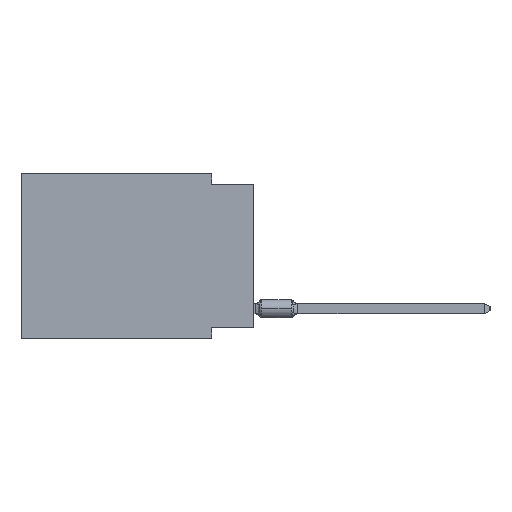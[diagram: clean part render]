
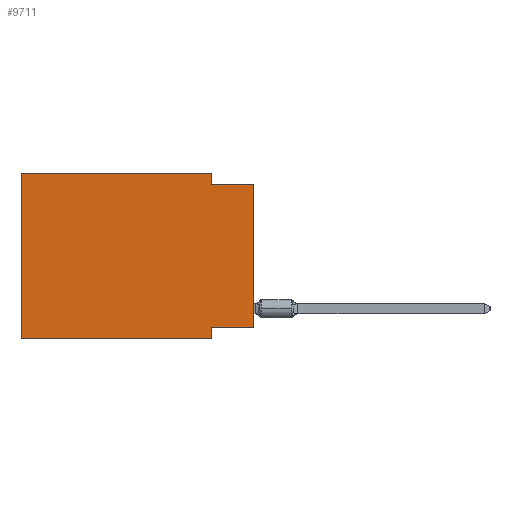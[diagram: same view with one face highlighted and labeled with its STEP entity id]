
A CAD part, left-side view. The second image highlights one B-rep face of the part: STEP entity #9711.
In plain terms, the highlighted planar face has unit normal (-1, 0, 0).
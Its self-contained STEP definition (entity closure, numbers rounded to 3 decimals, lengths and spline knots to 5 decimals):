
#314 = VECTOR ( 'NONE', #28262, 39.37008 ) ;
#3660 = DIRECTION ( 'NONE',  ( 0., 0., -1. ) ) ;
#5127 = CARTESIAN_POINT ( 'NONE',  ( 0., 0., -0.025 ) ) ;
#5357 = LINE ( 'NONE', #17837, #47334 ) ;
#5750 = VECTOR ( 'NONE', #61350, 39.37008 ) ;
#6228 = ORIENTED_EDGE ( 'NONE', *, *, #61548, .F. ) ;
#6247 = DIRECTION ( 'NONE',  ( 1., 0., 0. ) ) ;
#6380 = CARTESIAN_POINT ( 'NONE',  ( 0., 0., -0.025 ) ) ;
#8580 = VECTOR ( 'NONE', #42641, 39.37008 ) ;
#9711 = ADVANCED_FACE ( 'NONE', ( #30442 ), #42529, .F. ) ;
#14955 = ORIENTED_EDGE ( 'NONE', *, *, #30881, .F. ) ;
#15708 = VECTOR ( 'NONE', #28935, 39.37008 ) ;
#17202 = LINE ( 'NONE', #5127, #15708 ) ;
#17735 = VECTOR ( 'NONE', #56380, 39.37008 ) ;
#17837 = CARTESIAN_POINT ( 'NONE',  ( 0., 0., -0.365 ) ) ;
#18285 = CARTESIAN_POINT ( 'NONE',  ( 0., 0.1, -0.025 ) ) ;
#20144 = VERTEX_POINT ( 'NONE', #76394 ) ;
#20457 = ORIENTED_EDGE ( 'NONE', *, *, #52644, .F. ) ;
#20839 = CARTESIAN_POINT ( 'NONE',  ( 0., 0.1, 0. ) ) ;
#20853 = CARTESIAN_POINT ( 'NONE',  ( 0., 0.1, -0.39 ) ) ;
#21277 = ORIENTED_EDGE ( 'NONE', *, *, #35972, .F. ) ;
#22737 = CARTESIAN_POINT ( 'NONE',  ( 0., 0.55, 0. ) ) ;
#23453 = EDGE_LOOP ( 'NONE', ( #65777, #21277, #37522, #20457, #50315, #31982, #6228, #14955 ) ) ;
#24614 = DIRECTION ( 'NONE',  ( 0., -1., 0. ) ) ;
#24629 = EDGE_CURVE ( 'NONE', #53052, #62038, #57137, .T. ) ;
#26110 = CARTESIAN_POINT ( 'NONE',  ( 0., 0.1, 0. ) ) ;
#28247 = VECTOR ( 'NONE', #3660, 39.37008 ) ;
#28262 = DIRECTION ( 'NONE',  ( 0., 0., 1. ) ) ;
#28935 = DIRECTION ( 'NONE',  ( 0., -1., 0. ) ) ;
#29959 = DIRECTION ( 'NONE',  ( 0., 1., 0. ) ) ;
#30221 = AXIS2_PLACEMENT_3D ( 'NONE', #22737, #6247, #36666 ) ;
#30442 = FACE_OUTER_BOUND ( 'NONE', #23453, .T. ) ;
#30564 = LINE ( 'NONE', #72308, #8580 ) ;
#30881 = EDGE_CURVE ( 'NONE', #57622, #20144, #5357, .T. ) ;
#31982 = ORIENTED_EDGE ( 'NONE', *, *, #74388, .T. ) ;
#33713 = LINE ( 'NONE', #34872, #314 ) ;
#34493 = EDGE_CURVE ( 'NONE', #57622, #41903, #59826, .T. ) ;
#34872 = CARTESIAN_POINT ( 'NONE',  ( 0., 0.55, 0. ) ) ;
#35972 = EDGE_CURVE ( 'NONE', #62038, #41903, #17202, .T. ) ;
#36666 = DIRECTION ( 'NONE',  ( 0., 0., -1. ) ) ;
#37522 = ORIENTED_EDGE ( 'NONE', *, *, #24629, .F. ) ;
#37689 = VERTEX_POINT ( 'NONE', #68195 ) ;
#40929 = VERTEX_POINT ( 'NONE', #68745 ) ;
#41903 = VERTEX_POINT ( 'NONE', #6380 ) ;
#42268 = CARTESIAN_POINT ( 'NONE',  ( 0., 0., 0. ) ) ;
#42529 = PLANE ( 'NONE',  #30221 ) ;
#42569 = CARTESIAN_POINT ( 'NONE',  ( 0., 0.55, -0.39 ) ) ;
#42641 = DIRECTION ( 'NONE',  ( 0., -1., 0. ) ) ;
#47334 = VECTOR ( 'NONE', #29959, 39.37008 ) ;
#50315 = ORIENTED_EDGE ( 'NONE', *, *, #61607, .F. ) ;
#52546 = CARTESIAN_POINT ( 'NONE',  ( 0., 0., -0.365 ) ) ;
#52644 = EDGE_CURVE ( 'NONE', #37689, #53052, #30564, .T. ) ;
#53052 = VERTEX_POINT ( 'NONE', #26110 ) ;
#55846 = VERTEX_POINT ( 'NONE', #61625 ) ;
#56380 = DIRECTION ( 'NONE',  ( 0., 0., -1. ) ) ;
#57137 = LINE ( 'NONE', #20839, #28247 ) ;
#57622 = VERTEX_POINT ( 'NONE', #52546 ) ;
#57745 = VECTOR ( 'NONE', #24614, 39.37008 ) ;
#59826 = LINE ( 'NONE', #42268, #5750 ) ;
#60519 = LINE ( 'NONE', #42569, #57745 ) ;
#61350 = DIRECTION ( 'NONE',  ( 0., 0., 1. ) ) ;
#61548 = EDGE_CURVE ( 'NONE', #20144, #40929, #74325, .T. ) ;
#61607 = EDGE_CURVE ( 'NONE', #55846, #37689, #33713, .T. ) ;
#61625 = CARTESIAN_POINT ( 'NONE',  ( 0., 0.55, -0.39 ) ) ;
#62038 = VERTEX_POINT ( 'NONE', #18285 ) ;
#65777 = ORIENTED_EDGE ( 'NONE', *, *, #34493, .T. ) ;
#68195 = CARTESIAN_POINT ( 'NONE',  ( 0., 0.55, 0. ) ) ;
#68745 = CARTESIAN_POINT ( 'NONE',  ( 0., 0.1, -0.39 ) ) ;
#72308 = CARTESIAN_POINT ( 'NONE',  ( 0., 0.55, 0. ) ) ;
#74325 = LINE ( 'NONE', #20853, #17735 ) ;
#74388 = EDGE_CURVE ( 'NONE', #55846, #40929, #60519, .T. ) ;
#76394 = CARTESIAN_POINT ( 'NONE',  ( 0., 0.1, -0.365 ) ) ;
